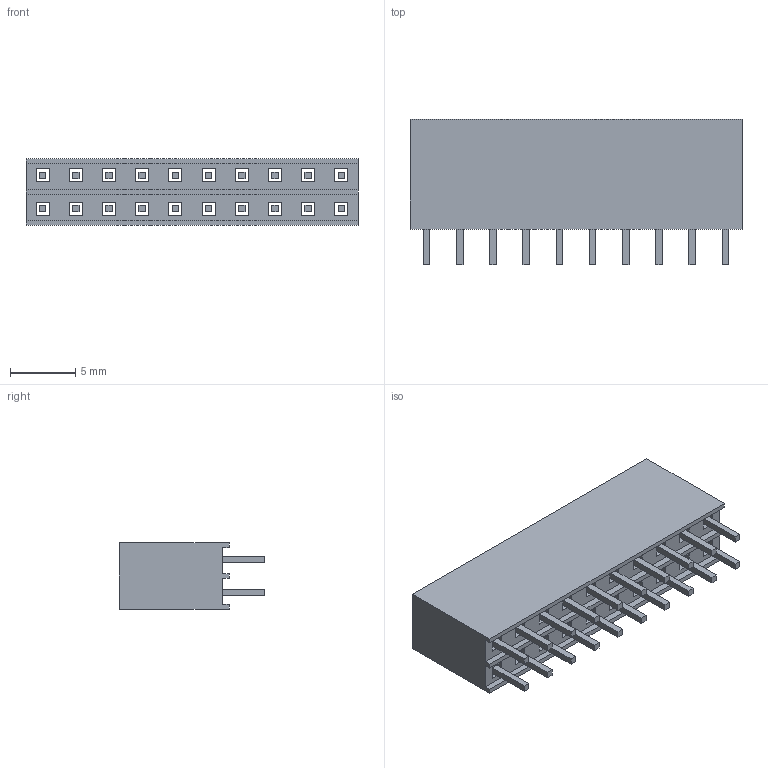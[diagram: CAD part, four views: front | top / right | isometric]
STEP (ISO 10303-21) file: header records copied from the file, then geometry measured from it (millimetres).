
FILE_DESCRIPTION (( 'STEP AP214' ), '1' );
FILE_NAME ('User Library-PBD2.54-20.STEP', '2017-12-06T18:50:14', ( 'Windows User' ), ( '' ), 'SwSTEP 2.0', 'SolidWorks 2017', '' );
FILE_SCHEMA (( 'AUTOMOTIVE_DESIGN' ));
Length unit declared in the file: millimetre
Products named in the file (1): User Library-PBD2.54-20
Bounding box: 25.4 x 11.1 x 5.08 mm (x, y, z)
Volume: 905.3 mm3; surface area: 1666.9 mm2
Topology: 21 solids, 21 shells, 294 faces, 676 edges, 424 vertices
Faces by surface type: plane 294
Entity records: 11537 total; most frequent: CARTESIAN_POINT 1395, ORIENTED_EDGE 1352, DIRECTION 1266, EDGE_CURVE 676, LINE 676, VECTOR 676, VERTEX_POINT 424, EDGE_LOOP 334
